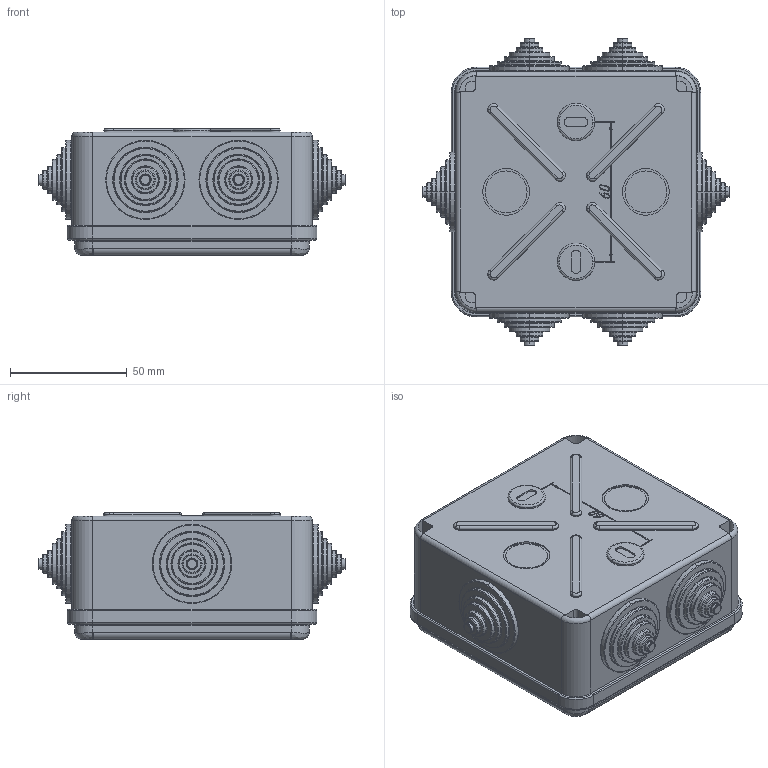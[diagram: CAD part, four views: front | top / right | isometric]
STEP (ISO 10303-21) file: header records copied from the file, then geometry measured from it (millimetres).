
FILE_DESCRIPTION (( 'STEP AP214' ), '1' );
FILE_NAME ('UKF30-100-100-050-6-4-09 Êîðîáêà ðàñï. îãí. ÏÑ 100õ100õ50ìì 6P 4ìì2 IP55 6 ââ. IEK.STEP', '2021-12-17T09:35:38', ( '' ), ( '' ), 'SwSTEP 2.0', 'SolidWorks 2021', '' );
FILE_SCHEMA (( 'AUTOMOTIVE_DESIGN' ));
Length unit declared in the file: millimetre
Products named in the file (1): UKF30-100-100-050-6-4-09 Êîðîáêà ðàñï. îãí. ÏÑ 100õ100õ50ìì 6P 4ìì2 IP55 6 ââ. IEK
Bounding box: 132 x 132 x 54.4 mm (x, y, z)
Volume: 90196.4 mm3; surface area: 120507.3 mm2
Topology: 8 solids, 8 shells, 1931 faces, 4457 edges, 2702 vertices
Faces by surface type: cylinder 664, plane 625, torus 494, cone 120, bspline 28
Entity records: 56717 total; most frequent: CARTESIAN_POINT 12097, DIRECTION 10061, ORIENTED_EDGE 8898, EDGE_CURVE 4449, AXIS2_PLACEMENT_3D 4016, VERTEX_POINT 2702, EDGE_LOOP 2119, CIRCLE 2112
